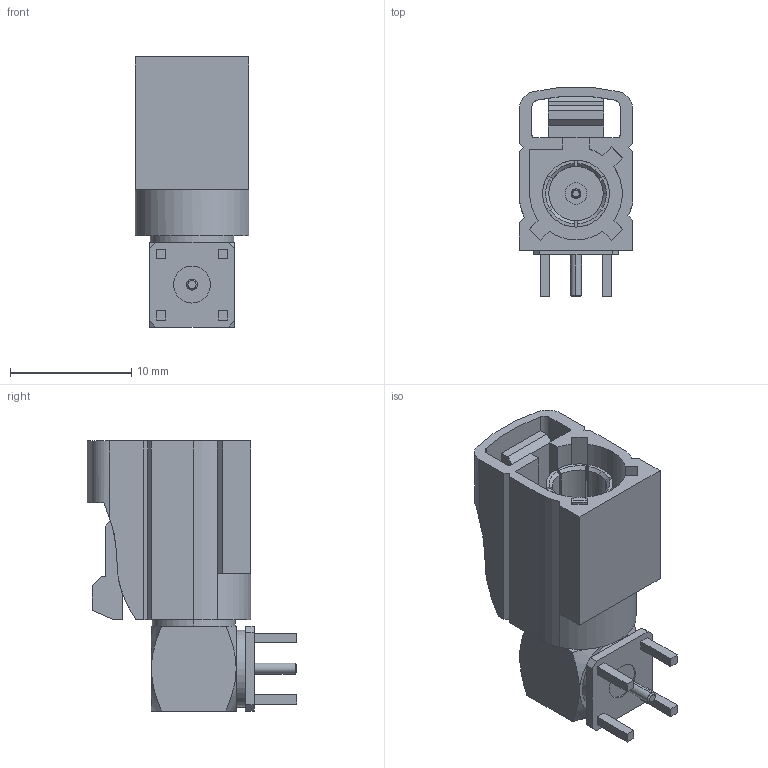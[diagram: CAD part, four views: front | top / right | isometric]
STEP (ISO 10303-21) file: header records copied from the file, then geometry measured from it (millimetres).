
FILE_DESCRIPTION (( 'STEP AP214' ), '1' );
FILE_NAME ('RFPCB-FAKRA-FR-4G102_3D.step', '2023-04-05T20:44:20', ( '' ), ( '' ), 'SwSTEP 2.0', 'SolidWorks 2022', '' );
FILE_SCHEMA (( 'AUTOMOTIVE_DESIGN' ));
Length unit declared in the file: inch
Products named in the file (1): RFPCB-FAKRA-FR-4G102_3D
Bounding box: 9.4 x 17.28 x 22.29 mm (x, y, z)
Volume: 1546.7 mm3; surface area: 1907.5 mm2
Topology: 1 solids, 1 shells, 173 faces, 456 edges, 298 vertices
Faces by surface type: plane 118, cylinder 34, cone 19, bspline 2
Entity records: 5464 total; most frequent: CARTESIAN_POINT 1112, ORIENTED_EDGE 912, DIRECTION 874, EDGE_CURVE 456, LINE 306, VECTOR 306, VERTEX_POINT 298, AXIS2_PLACEMENT_3D 284
